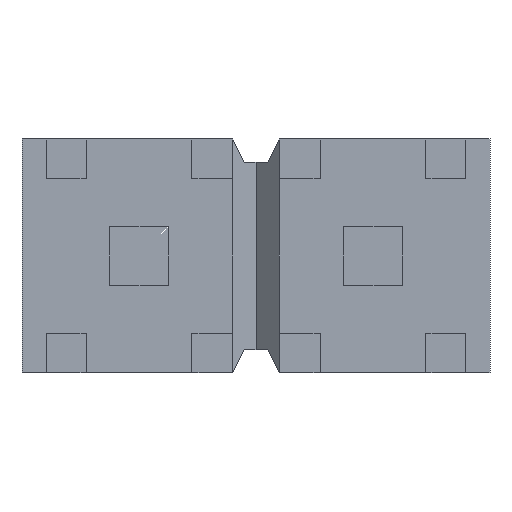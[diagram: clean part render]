
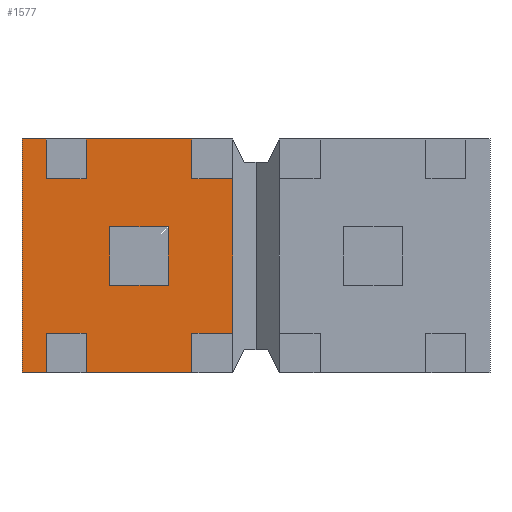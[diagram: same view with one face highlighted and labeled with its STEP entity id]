
A CAD part, front view. The second image highlights one B-rep face of the part: STEP entity #1577.
In plain terms, the highlighted planar face has unit normal (0, -1, 0).
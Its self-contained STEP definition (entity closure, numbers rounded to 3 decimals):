
#165 = VERTEX_POINT('',#166);
#166 = CARTESIAN_POINT('',(-0.254,0.508,0.838));
#172 = EDGE_CURVE('',#165,#173,#175,.T.);
#173 = VERTEX_POINT('',#174);
#174 = CARTESIAN_POINT('',(-0.254,0.508,-0.838));
#175 = LINE('',#176,#177);
#176 = CARTESIAN_POINT('',(-0.254,0.508,5.08));
#177 = VECTOR('',#178,1.);
#178 = DIRECTION('',(0.,0.,-1.));
#296 = VERTEX_POINT('',#297);
#297 = CARTESIAN_POINT('',(-2.54,0.508,1.27));
#303 = EDGE_CURVE('',#304,#296,#306,.T.);
#304 = VERTEX_POINT('',#305);
#305 = CARTESIAN_POINT('',(-2.276,0.508,1.27));
#306 = LINE('',#307,#308);
#307 = CARTESIAN_POINT('',(-2.54,0.508,1.27));
#308 = VECTOR('',#309,1.);
#309 = DIRECTION('',(-1.,0.,0.));
#328 = VERTEX_POINT('',#329);
#329 = CARTESIAN_POINT('',(-1.844,0.508,1.27));
#335 = EDGE_CURVE('',#336,#328,#338,.T.);
#336 = VERTEX_POINT('',#337);
#337 = CARTESIAN_POINT('',(-0.696,0.508,1.27));
#338 = LINE('',#339,#340);
#339 = CARTESIAN_POINT('',(-2.54,0.508,1.27));
#340 = VECTOR('',#341,1.);
#341 = DIRECTION('',(-1.,0.,0.));
#488 = VERTEX_POINT('',#489);
#489 = CARTESIAN_POINT('',(-0.696,0.508,-1.27));
#495 = EDGE_CURVE('',#496,#488,#498,.T.);
#496 = VERTEX_POINT('',#497);
#497 = CARTESIAN_POINT('',(-1.844,0.508,-1.27));
#498 = LINE('',#499,#500);
#499 = CARTESIAN_POINT('',(2.54,0.508,-1.27));
#500 = VECTOR('',#501,1.);
#501 = DIRECTION('',(1.,0.,0.));
#520 = VERTEX_POINT('',#521);
#521 = CARTESIAN_POINT('',(-2.276,0.508,-1.27));
#527 = EDGE_CURVE('',#528,#520,#530,.T.);
#528 = VERTEX_POINT('',#529);
#529 = CARTESIAN_POINT('',(-2.54,0.508,-1.27));
#530 = LINE('',#531,#532);
#531 = CARTESIAN_POINT('',(2.54,0.508,-1.27));
#532 = VECTOR('',#533,1.);
#533 = DIRECTION('',(1.,0.,0.));
#965 = EDGE_CURVE('',#304,#966,#968,.T.);
#966 = VERTEX_POINT('',#967);
#967 = CARTESIAN_POINT('',(-2.276,0.508,0.838));
#968 = LINE('',#969,#970);
#969 = CARTESIAN_POINT('',(-2.276,0.508,2.54));
#970 = VECTOR('',#971,1.);
#971 = DIRECTION('',(0.,0.,-1.));
#991 = VERTEX_POINT('',#992);
#992 = CARTESIAN_POINT('',(-2.276,0.508,-0.838));
#998 = EDGE_CURVE('',#991,#520,#999,.T.);
#999 = LINE('',#1000,#1001);
#1000 = CARTESIAN_POINT('',(-2.276,0.508,2.54));
#1001 = VECTOR('',#1002,1.);
#1002 = DIRECTION('',(0.,0.,-1.));
#1061 = EDGE_CURVE('',#336,#1062,#1064,.T.);
#1062 = VERTEX_POINT('',#1063);
#1063 = CARTESIAN_POINT('',(-0.696,0.508,0.838));
#1064 = LINE('',#1065,#1066);
#1065 = CARTESIAN_POINT('',(-0.696,0.508,2.54));
#1066 = VECTOR('',#1067,1.);
#1067 = DIRECTION('',(0.,0.,-1.));
#1087 = VERTEX_POINT('',#1088);
#1088 = CARTESIAN_POINT('',(-0.696,0.508,-0.838));
#1094 = EDGE_CURVE('',#1087,#488,#1095,.T.);
#1095 = LINE('',#1096,#1097);
#1096 = CARTESIAN_POINT('',(-0.696,0.508,2.54));
#1097 = VECTOR('',#1098,1.);
#1098 = DIRECTION('',(0.,0.,-1.));
#1111 = VERTEX_POINT('',#1112);
#1112 = CARTESIAN_POINT('',(-1.844,0.508,0.838));
#1118 = EDGE_CURVE('',#328,#1111,#1119,.T.);
#1119 = LINE('',#1120,#1121);
#1120 = CARTESIAN_POINT('',(-1.844,0.508,2.54));
#1121 = VECTOR('',#1122,1.);
#1122 = DIRECTION('',(0.,0.,-1.));
#1133 = EDGE_CURVE('',#1134,#496,#1136,.T.);
#1134 = VERTEX_POINT('',#1135);
#1135 = CARTESIAN_POINT('',(-1.844,0.508,-0.838));
#1136 = LINE('',#1137,#1138);
#1137 = CARTESIAN_POINT('',(-1.844,0.508,2.54));
#1138 = VECTOR('',#1139,1.);
#1139 = DIRECTION('',(0.,0.,-1.));
#1358 = VERTEX_POINT('',#1359);
#1359 = CARTESIAN_POINT('',(-1.588,0.508,-0.318));
#1365 = EDGE_CURVE('',#1358,#1366,#1368,.T.);
#1366 = VERTEX_POINT('',#1367);
#1367 = CARTESIAN_POINT('',(-0.953,0.508,-0.318));
#1368 = LINE('',#1369,#1370);
#1369 = CARTESIAN_POINT('',(-0.953,0.508,-0.318));
#1370 = VECTOR('',#1371,1.);
#1371 = DIRECTION('',(1.,0.,0.));
#1396 = EDGE_CURVE('',#1366,#1397,#1399,.T.);
#1397 = VERTEX_POINT('',#1398);
#1398 = CARTESIAN_POINT('',(-0.953,0.508,0.318));
#1399 = LINE('',#1400,#1401);
#1400 = CARTESIAN_POINT('',(-0.953,0.508,0.318));
#1401 = VECTOR('',#1402,1.);
#1402 = DIRECTION('',(0.,0.,1.));
#1427 = EDGE_CURVE('',#1397,#1428,#1430,.T.);
#1428 = VERTEX_POINT('',#1429);
#1429 = CARTESIAN_POINT('',(-1.588,0.508,0.318));
#1430 = LINE('',#1431,#1432);
#1431 = CARTESIAN_POINT('',(-1.588,0.508,0.318));
#1432 = VECTOR('',#1433,1.);
#1433 = DIRECTION('',(-1.,0.,0.));
#1480 = EDGE_CURVE('',#1428,#1358,#1481,.T.);
#1481 = LINE('',#1482,#1483);
#1482 = CARTESIAN_POINT('',(-1.588,0.508,-0.318));
#1483 = VECTOR('',#1484,1.);
#1484 = DIRECTION('',(0.,0.,-1.));
#1523 = EDGE_CURVE('',#296,#528,#1524,.T.);
#1524 = LINE('',#1525,#1526);
#1525 = CARTESIAN_POINT('',(-2.54,0.508,-1.27));
#1526 = VECTOR('',#1527,1.);
#1527 = DIRECTION('',(0.,0.,-1.));
#1577 = ADVANCED_FACE('',(#1578,#1616),#1622,.T.);
#1578 = FACE_BOUND('',#1579,.T.);
#1579 = EDGE_LOOP('',(#1580,#1581,#1587,#1588,#1589,#1590,#1596,#1597,
    #1603,#1604,#1605,#1606,#1612,#1613,#1614,#1615));
#1580 = ORIENTED_EDGE('',*,*,#998,.F.);
#1581 = ORIENTED_EDGE('',*,*,#1582,.F.);
#1582 = EDGE_CURVE('',#1134,#991,#1583,.T.);
#1583 = LINE('',#1584,#1585);
#1584 = CARTESIAN_POINT('',(5.08,0.508,-0.838));
#1585 = VECTOR('',#1586,1.);
#1586 = DIRECTION('',(-1.,0.,0.));
#1587 = ORIENTED_EDGE('',*,*,#1133,.T.);
#1588 = ORIENTED_EDGE('',*,*,#495,.T.);
#1589 = ORIENTED_EDGE('',*,*,#1094,.F.);
#1590 = ORIENTED_EDGE('',*,*,#1591,.F.);
#1591 = EDGE_CURVE('',#173,#1087,#1592,.T.);
#1592 = LINE('',#1593,#1594);
#1593 = CARTESIAN_POINT('',(5.08,0.508,-0.838));
#1594 = VECTOR('',#1595,1.);
#1595 = DIRECTION('',(-1.,0.,0.));
#1596 = ORIENTED_EDGE('',*,*,#172,.F.);
#1597 = ORIENTED_EDGE('',*,*,#1598,.T.);
#1598 = EDGE_CURVE('',#165,#1062,#1599,.T.);
#1599 = LINE('',#1600,#1601);
#1600 = CARTESIAN_POINT('',(5.08,0.508,0.838));
#1601 = VECTOR('',#1602,1.);
#1602 = DIRECTION('',(-1.,0.,0.));
#1603 = ORIENTED_EDGE('',*,*,#1061,.F.);
#1604 = ORIENTED_EDGE('',*,*,#335,.T.);
#1605 = ORIENTED_EDGE('',*,*,#1118,.T.);
#1606 = ORIENTED_EDGE('',*,*,#1607,.T.);
#1607 = EDGE_CURVE('',#1111,#966,#1608,.T.);
#1608 = LINE('',#1609,#1610);
#1609 = CARTESIAN_POINT('',(5.08,0.508,0.838));
#1610 = VECTOR('',#1611,1.);
#1611 = DIRECTION('',(-1.,0.,0.));
#1612 = ORIENTED_EDGE('',*,*,#965,.F.);
#1613 = ORIENTED_EDGE('',*,*,#303,.T.);
#1614 = ORIENTED_EDGE('',*,*,#1523,.T.);
#1615 = ORIENTED_EDGE('',*,*,#527,.T.);
#1616 = FACE_BOUND('',#1617,.T.);
#1617 = EDGE_LOOP('',(#1618,#1619,#1620,#1621));
#1618 = ORIENTED_EDGE('',*,*,#1480,.F.);
#1619 = ORIENTED_EDGE('',*,*,#1427,.F.);
#1620 = ORIENTED_EDGE('',*,*,#1396,.F.);
#1621 = ORIENTED_EDGE('',*,*,#1365,.F.);
#1622 = PLANE('',#1623);
#1623 = AXIS2_PLACEMENT_3D('',#1624,#1625,#1626);
#1624 = CARTESIAN_POINT('',(-2.276,0.508,2.54));
#1625 = DIRECTION('',(0.,-1.,0.));
#1626 = DIRECTION('',(0.,0.,-1.));
